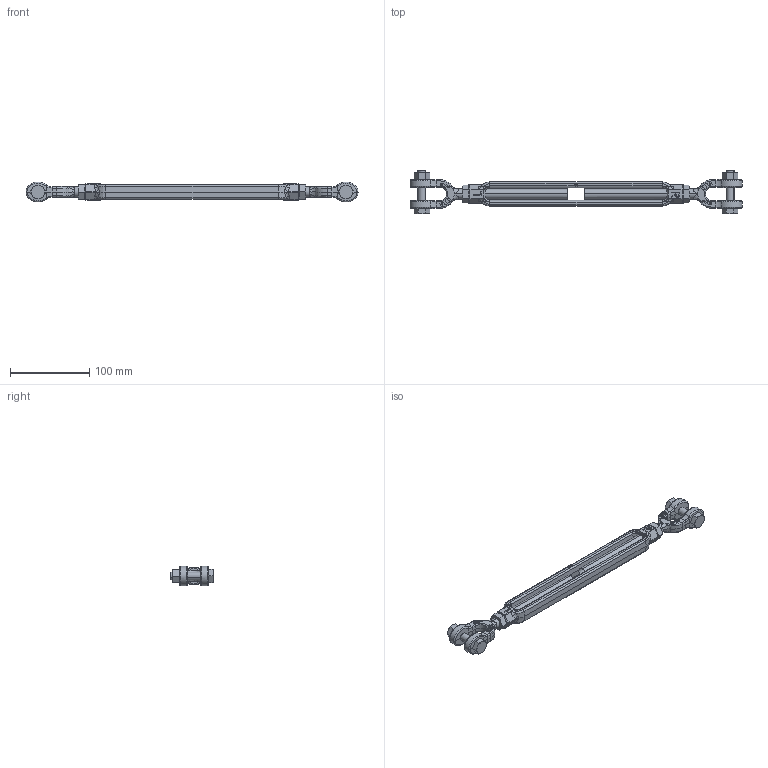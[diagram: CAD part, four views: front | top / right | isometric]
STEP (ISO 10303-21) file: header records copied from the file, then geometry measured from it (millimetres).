
FILE_DESCRIPTION(('STEP AP214'),'1');
FILE_NAME('ssgpgg1209.stp','2017-04-07T04:22:38',('TraceParts'),('TraceParts S.A.'),'Spatial InterOp 3D',' ',' ');
FILE_SCHEMA(('automotive_design'));
Length unit declared in the file: millimetre
Products named in the file (22): ssgpgg1209_1; ssgpgg1209_2; ssgpgg1209_3; ssgpgg1209_4; ssgpgg1209_5; ssgpgg1209_6; ssgpgg1209_7; ssgpgg1209_8; ssgpgg1209_9; ssgpgg1209_10; ssgpgg1209_11; ssgpgg1209_12; ssgpgg1209_13; ssgpgg1209_14; ssgpgg1209_15; ssgpgg1209_16; ssgpgg1209_17; ssgpgg1209_18; ssgpgg1209_19; ssgpgg1209_20; ssgpgg1209_21; ssgpgg1209_22
Bounding box: 418 x 55 x 25 mm (x, y, z)
Volume: 141360.8 mm3; surface area: 61067.1 mm2
Topology: 22 solids, 22 shells, 848 faces, 2075 edges, 1256 vertices
Faces by surface type: plane 326, bspline 244, cylinder 154, cone 124
Entity records: 44812 total; most frequent: CARTESIAN_POINT 19619, ORIENTED_EDGE 4118, DIRECTION 3188, EDGE_CURVE 2059, VERTEX_POINT 1257, AXIS2_PLACEMENT_3D 1118, LINE 952, VECTOR 952
